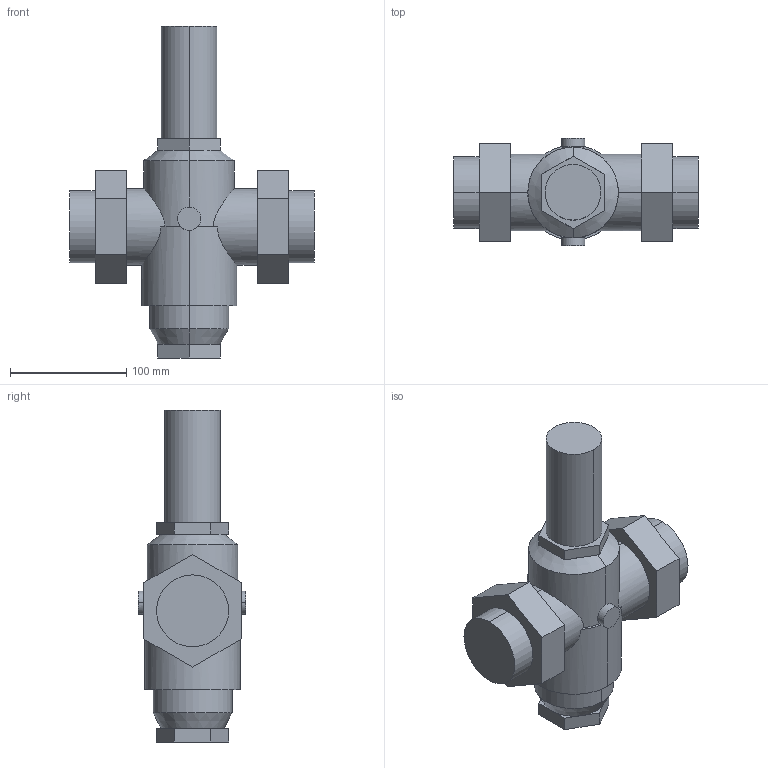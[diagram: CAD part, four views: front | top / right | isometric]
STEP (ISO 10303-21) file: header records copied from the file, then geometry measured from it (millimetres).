
FILE_DESCRIPTION(('no description'),'unknown implementation level');
FILE_NAME('D06FH-2B_3D.stp',' ',('pit-cup GmbH'),('ccLab - KiM Gmbh - www.kimweb.de'),'unknown preprocess','ACIS','unknown authorization');
FILE_SCHEMA(('automotive_design'));
Length unit declared in the file: millimetre
Products named in the file (1): 1
Bounding box: 211 x 93 x 286 mm (x, y, z)
Volume: 1610807 mm3; surface area: 113283.5 mm2
Topology: 1 solids, 1 shells, 86 faces, 215 edges, 137 vertices
Faces by surface type: plane 55, cylinder 27, cone 4
Entity records: 6031 total; most frequent: CARTESIAN_POINT 1483, STYLED_ITEM 439, PRESENTATION_STYLE_ASSIGNMENT 439, COLOUR_RGB 439, DIRECTION 435, ORIENTED_EDGE 432, EDGE_CURVE 215, CURVE_STYLE 215
